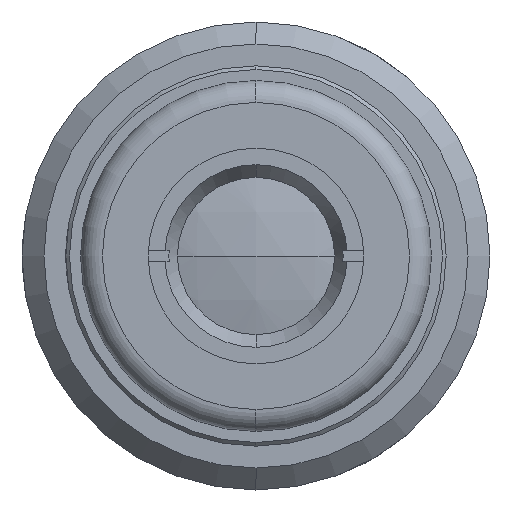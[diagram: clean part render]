
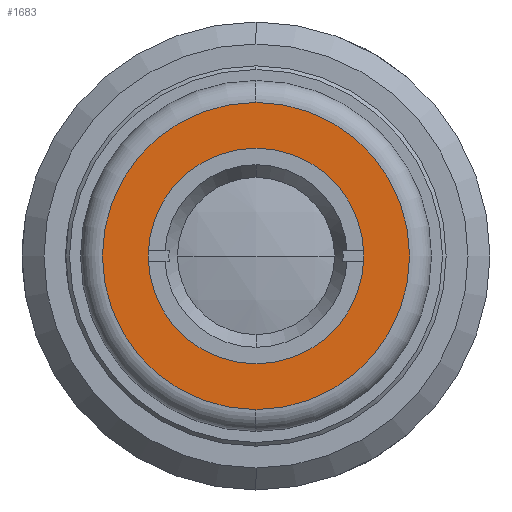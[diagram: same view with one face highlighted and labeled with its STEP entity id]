
A CAD part, left-side view. The second image highlights one B-rep face of the part: STEP entity #1683.
In plain terms, the highlighted planar face has unit normal (-1, 0, 0).
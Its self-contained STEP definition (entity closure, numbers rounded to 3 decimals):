
#45 = EDGE_CURVE ( 'NONE', #2035, #3553, #3026, .T. ) ;
#80 = CARTESIAN_POINT ( 'NONE',  ( -33.9, 0., 14.75 ) ) ;
#151 = DIRECTION ( 'NONE',  ( -1., 0., 0. ) ) ;
#436 = VERTEX_POINT ( 'NONE', #80 ) ;
#498 = DIRECTION ( 'NONE',  ( 0., 0., -1. ) ) ;
#521 = AXIS2_PLACEMENT_3D ( 'NONE', #2959, #1489, #3567 ) ;
#540 = CIRCLE ( 'NONE', #3464, 21. ) ;
#702 = CARTESIAN_POINT ( 'NONE',  ( -33.9, 0., 0. ) ) ;
#740 = DIRECTION ( 'NONE',  ( 0., 0., -1. ) ) ;
#813 = ORIENTED_EDGE ( 'NONE', *, *, #3403, .F. ) ;
#826 = DIRECTION ( 'NONE',  ( -1., 0., 0. ) ) ;
#940 = EDGE_LOOP ( 'NONE', ( #3308, #3718 ) ) ;
#955 = EDGE_CURVE ( 'NONE', #3140, #436, #3649, .T. ) ;
#995 = CARTESIAN_POINT ( 'NONE',  ( -33.9, 0., -21. ) ) ;
#1037 = DIRECTION ( 'NONE',  ( -1., 0., 0. ) ) ;
#1061 = EDGE_CURVE ( 'NONE', #3553, #2035, #540, .T. ) ;
#1376 = CARTESIAN_POINT ( 'NONE',  ( -33.9, 0., 21. ) ) ;
#1489 = DIRECTION ( 'NONE',  ( 1., 0., 0. ) ) ;
#1569 = ORIENTED_EDGE ( 'NONE', *, *, #955, .F. ) ;
#1654 = DIRECTION ( 'NONE',  ( 0., 0., 1. ) ) ;
#1683 = ADVANCED_FACE ( 'NONE', ( #3548, #2149 ), #1781, .F. ) ;
#1781 = PLANE ( 'NONE',  #521 ) ;
#1932 = DIRECTION ( 'NONE',  ( 0., 0., 1. ) ) ;
#2035 = VERTEX_POINT ( 'NONE', #995 ) ;
#2053 = AXIS2_PLACEMENT_3D ( 'NONE', #3392, #3080, #1932 ) ;
#2149 = FACE_BOUND ( 'NONE', #3304, .T. ) ;
#2164 = AXIS2_PLACEMENT_3D ( 'NONE', #702, #151, #1654 ) ;
#2419 = AXIS2_PLACEMENT_3D ( 'NONE', #3118, #1037, #740 ) ;
#2934 = CARTESIAN_POINT ( 'NONE',  ( -33.9, 0., -14.75 ) ) ;
#2959 = CARTESIAN_POINT ( 'NONE',  ( -33.9, 24., 0. ) ) ;
#3026 = CIRCLE ( 'NONE', #2419, 21. ) ;
#3080 = DIRECTION ( 'NONE',  ( -1., 0., 0. ) ) ;
#3118 = CARTESIAN_POINT ( 'NONE',  ( -33.9, 0., 0. ) ) ;
#3140 = VERTEX_POINT ( 'NONE', #2934 ) ;
#3219 = CIRCLE ( 'NONE', #2053, 14.75 ) ;
#3304 = EDGE_LOOP ( 'NONE', ( #813, #1569 ) ) ;
#3308 = ORIENTED_EDGE ( 'NONE', *, *, #45, .T. ) ;
#3392 = CARTESIAN_POINT ( 'NONE',  ( -33.9, 0., 0. ) ) ;
#3403 = EDGE_CURVE ( 'NONE', #436, #3140, #3219, .T. ) ;
#3454 = CARTESIAN_POINT ( 'NONE',  ( -33.9, 0., 0. ) ) ;
#3464 = AXIS2_PLACEMENT_3D ( 'NONE', #3454, #826, #498 ) ;
#3548 = FACE_OUTER_BOUND ( 'NONE', #940, .T. ) ;
#3553 = VERTEX_POINT ( 'NONE', #1376 ) ;
#3567 = DIRECTION ( 'NONE',  ( 0., 0., -1. ) ) ;
#3649 = CIRCLE ( 'NONE', #2164, 14.75 ) ;
#3718 = ORIENTED_EDGE ( 'NONE', *, *, #1061, .T. ) ;
